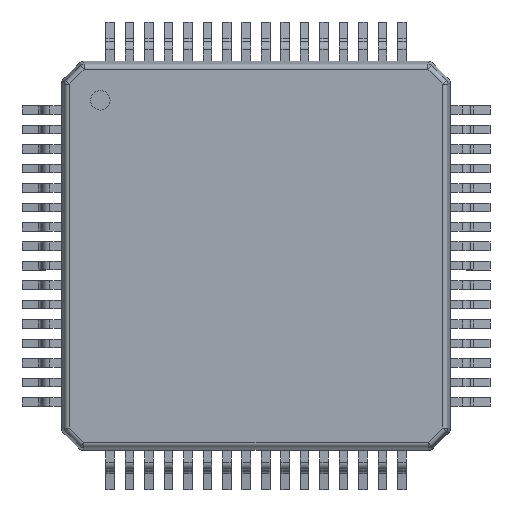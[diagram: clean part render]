
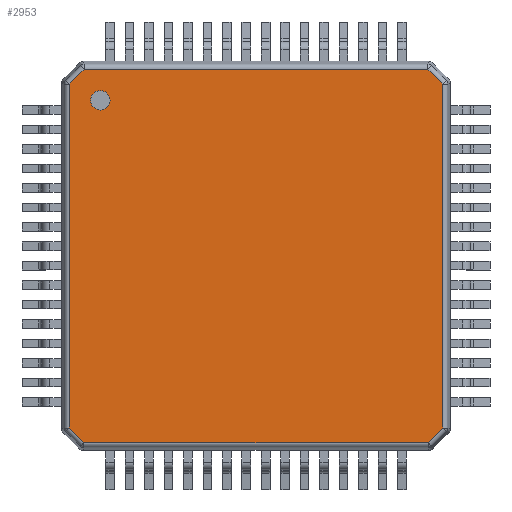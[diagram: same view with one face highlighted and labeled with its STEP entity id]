
A CAD part, top view. The second image highlights one B-rep face of the part: STEP entity #2953.
In plain terms, the highlighted face is planar.
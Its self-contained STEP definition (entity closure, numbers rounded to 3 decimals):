
#29=CARTESIAN_POINT('',(-4.,0.438,-4.));
#30=DIRECTION('',(0.,1.,0.));
#31=DIRECTION('',(1.,0.,0.));
#32=AXIS2_PLACEMENT_3D('',#29,#30,#31);
#38=CARTESIAN_POINT('',(-4.,0.438,-4.));
#39=DIRECTION('',(0.,1.,0.));
#40=DIRECTION('',(-1.,0.,0.));
#41=AXIS2_PLACEMENT_3D('',#38,#39,#40);
#46=DIRECTION('',(0.,0.,1.));
#47=VECTOR('',#46,8.842);
#48=CARTESIAN_POINT('',(-4.804,0.438,-4.419));
#49=LINE('',#48,#47);
#168=DIRECTION('',(-0.707,0.,-0.707));
#169=VECTOR('',#168,0.539);
#170=CARTESIAN_POINT('',(-4.423,0.438,4.804));
#171=LINE('',#170,#169);
#199=DIRECTION('',(1.,0.,0.));
#200=VECTOR('',#199,8.846);
#201=CARTESIAN_POINT('',(-4.423,0.438,4.804));
#202=LINE('',#201,#200);
#244=DIRECTION('',(-0.707,0.,0.707));
#245=VECTOR('',#244,0.539);
#246=CARTESIAN_POINT('',(4.804,0.438,4.423));
#247=LINE('',#246,#245);
#352=DIRECTION('',(0.,0.,-1.));
#353=VECTOR('',#352,8.842);
#354=CARTESIAN_POINT('',(4.804,0.438,4.423));
#355=LINE('',#354,#353);
#397=DIRECTION('',(0.707,0.,0.707));
#398=VECTOR('',#397,0.545);
#399=CARTESIAN_POINT('',(4.419,0.438,-4.804));
#400=LINE('',#399,#398);
#505=DIRECTION('',(-1.,0.,0.));
#506=VECTOR('',#505,8.838);
#507=CARTESIAN_POINT('',(4.419,0.438,-4.804));
#508=LINE('',#507,#506);
#550=DIRECTION('',(0.707,0.,-0.707));
#551=VECTOR('',#550,0.545);
#552=CARTESIAN_POINT('',(-4.804,0.438,-4.419));
#553=LINE('',#552,#551);
#2532=CARTESIAN_POINT('',(-4.804,0.438,-4.419));
#2533=CARTESIAN_POINT('',(-4.804,0.438,4.423));
#2534=VERTEX_POINT('',#2532);
#2535=VERTEX_POINT('',#2533);
#2544=CARTESIAN_POINT('',(-4.419,0.438,-4.804));
#2545=VERTEX_POINT('',#2544);
#2546=CARTESIAN_POINT('',(4.419,0.438,-4.804));
#2547=VERTEX_POINT('',#2546);
#2556=CARTESIAN_POINT('',(4.804,0.438,-4.419));
#2557=VERTEX_POINT('',#2556);
#2558=CARTESIAN_POINT('',(4.804,0.438,4.423));
#2559=VERTEX_POINT('',#2558);
#2568=CARTESIAN_POINT('',(4.423,0.438,4.804));
#2569=VERTEX_POINT('',#2568);
#2570=CARTESIAN_POINT('',(-4.423,0.438,4.804));
#2571=VERTEX_POINT('',#2570);
#2696=CARTESIAN_POINT('',(-3.75,0.438,-4.));
#2697=CARTESIAN_POINT('',(-4.25,0.438,-4.));
#2698=VERTEX_POINT('',#2696);
#2699=VERTEX_POINT('',#2697);
#2924=CARTESIAN_POINT('',(0.,0.438,0.));
#2925=DIRECTION('',(0.,1.,0.));
#2926=DIRECTION('',(1.,0.,0.));
#2927=AXIS2_PLACEMENT_3D('',#2924,#2925,#2926);
#2928=PLANE('',#2927);
#2930=ORIENTED_EDGE('',*,*,#2929,.F.);
#2932=ORIENTED_EDGE('',*,*,#2931,.T.);
#2934=ORIENTED_EDGE('',*,*,#2933,.F.);
#2936=ORIENTED_EDGE('',*,*,#2935,.T.);
#2938=ORIENTED_EDGE('',*,*,#2937,.F.);
#2940=ORIENTED_EDGE('',*,*,#2939,.T.);
#2942=ORIENTED_EDGE('',*,*,#2941,.F.);
#2944=ORIENTED_EDGE('',*,*,#2943,.T.);
#2945=EDGE_LOOP('',(#2930,#2932,#2934,#2936,#2938,#2940,#2942,#2944));
#2946=FACE_OUTER_BOUND('',#2945,.F.);
#2948=ORIENTED_EDGE('',*,*,#2947,.T.);
#2950=ORIENTED_EDGE('',*,*,#2949,.T.);
#2951=EDGE_LOOP('',(#2948,#2950));
#2952=FACE_BOUND('',#2951,.F.);
#2953=ADVANCED_FACE('',(#2946,#2952),#2928,.T.);
#33=CIRCLE('',#32,0.25);
#42=CIRCLE('',#41,0.25);
#2929=EDGE_CURVE('',#2534,#2535,#49,.T.);
#2931=EDGE_CURVE('',#2534,#2545,#553,.T.);
#2933=EDGE_CURVE('',#2547,#2545,#508,.T.);
#2935=EDGE_CURVE('',#2547,#2557,#400,.T.);
#2937=EDGE_CURVE('',#2559,#2557,#355,.T.);
#2939=EDGE_CURVE('',#2559,#2569,#247,.T.);
#2941=EDGE_CURVE('',#2571,#2569,#202,.T.);
#2943=EDGE_CURVE('',#2571,#2535,#171,.T.);
#2947=EDGE_CURVE('',#2698,#2699,#33,.T.);
#2949=EDGE_CURVE('',#2699,#2698,#42,.T.);
